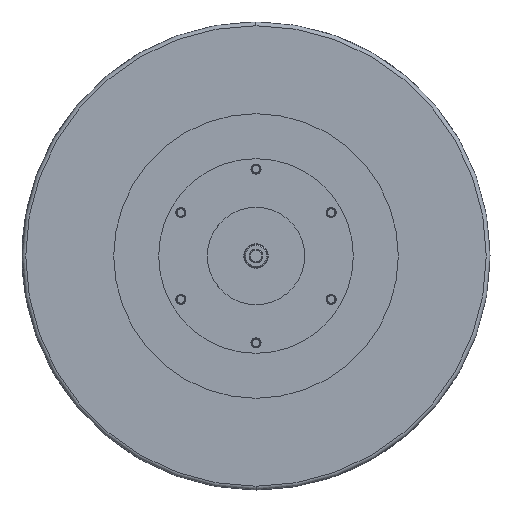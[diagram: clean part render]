
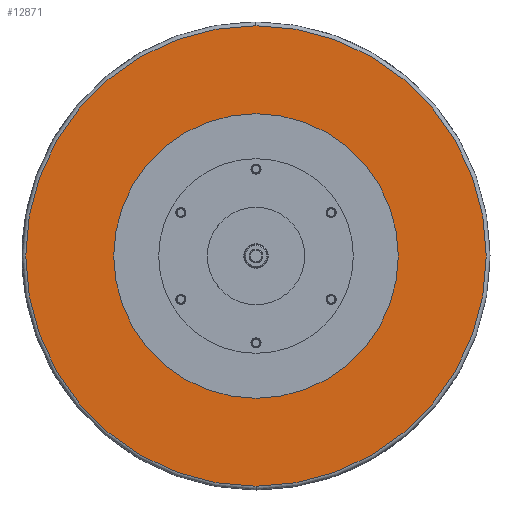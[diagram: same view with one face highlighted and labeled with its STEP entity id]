
A CAD part, left-side view. The second image highlights one B-rep face of the part: STEP entity #12871.
In plain terms, the highlighted planar face has unit normal (-1, 0, 0).
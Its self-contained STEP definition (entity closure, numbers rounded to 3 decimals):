
#846 = DIRECTION ( 'NONE',  ( 1., 0., 0. ) ) ;
#1148 = CIRCLE ( 'NONE', #27942, 615. ) ;
#1635 = ORIENTED_EDGE ( 'NONE', *, *, #22799, .F. ) ;
#1703 = DIRECTION ( 'NONE',  ( 1., 0., 0. ) ) ;
#1721 = CARTESIAN_POINT ( 'NONE',  ( -182., 0., 0. ) ) ;
#2326 = EDGE_CURVE ( 'NONE', #7342, #5850, #18228, .T. ) ;
#2424 = CARTESIAN_POINT ( 'NONE',  ( -182., 0., -380. ) ) ;
#2595 = CARTESIAN_POINT ( 'NONE',  ( -182., 0., 0. ) ) ;
#2979 = CARTESIAN_POINT ( 'NONE',  ( -182., 0., 615. ) ) ;
#4016 = DIRECTION ( 'NONE',  ( 0., 0., -1. ) ) ;
#4877 = DIRECTION ( 'NONE',  ( 0., 0., -1. ) ) ;
#5850 = VERTEX_POINT ( 'NONE', #21910 ) ;
#7342 = VERTEX_POINT ( 'NONE', #2979 ) ;
#8628 = EDGE_LOOP ( 'NONE', ( #11485, #15141 ) ) ;
#8744 = AXIS2_PLACEMENT_3D ( 'NONE', #15330, #1703, #17613 ) ;
#9562 = CARTESIAN_POINT ( 'NONE',  ( -182., 0., 0. ) ) ;
#11485 = ORIENTED_EDGE ( 'NONE', *, *, #28674, .T. ) ;
#11877 = DIRECTION ( 'NONE',  ( 0., 0., 1. ) ) ;
#12871 = ADVANCED_FACE ( 'NONE', ( #15667, #27099 ), #20954, .T. ) ;
#14473 = CARTESIAN_POINT ( 'NONE',  ( -182., 0., 0. ) ) ;
#15141 = ORIENTED_EDGE ( 'NONE', *, *, #23003, .T. ) ;
#15330 = CARTESIAN_POINT ( 'NONE',  ( -182., 0., 0. ) ) ;
#15509 = VERTEX_POINT ( 'NONE', #2424 ) ;
#15667 = FACE_BOUND ( 'NONE', #8628, .T. ) ;
#16098 = AXIS2_PLACEMENT_3D ( 'NONE', #14473, #846, #16758 ) ;
#16280 = ORIENTED_EDGE ( 'NONE', *, *, #2326, .F. ) ;
#16758 = DIRECTION ( 'NONE',  ( 0., 0., -1. ) ) ;
#17613 = DIRECTION ( 'NONE',  ( 0., 0., -1. ) ) ;
#17630 = DIRECTION ( 'NONE',  ( 1., 0., 0. ) ) ;
#18211 = AXIS2_PLACEMENT_3D ( 'NONE', #2595, #18525, #4877 ) ;
#18228 = CIRCLE ( 'NONE', #16098, 615. ) ;
#18525 = DIRECTION ( 'NONE',  ( 1., 0., 0. ) ) ;
#20406 = VERTEX_POINT ( 'NONE', #29164 ) ;
#20954 = PLANE ( 'NONE',  #21217 ) ;
#21217 = AXIS2_PLACEMENT_3D ( 'NONE', #9562, #25538, #11877 ) ;
#21910 = CARTESIAN_POINT ( 'NONE',  ( -182., 0., -615. ) ) ;
#22799 = EDGE_CURVE ( 'NONE', #5850, #7342, #1148, .T. ) ;
#23003 = EDGE_CURVE ( 'NONE', #20406, #15509, #27152, .T. ) ;
#25085 = CIRCLE ( 'NONE', #8744, 380. ) ;
#25538 = DIRECTION ( 'NONE',  ( -1., 0., 0. ) ) ;
#27099 = FACE_OUTER_BOUND ( 'NONE', #28710, .T. ) ;
#27152 = CIRCLE ( 'NONE', #18211, 380. ) ;
#27942 = AXIS2_PLACEMENT_3D ( 'NONE', #1721, #17630, #4016 ) ;
#28674 = EDGE_CURVE ( 'NONE', #15509, #20406, #25085, .T. ) ;
#28710 = EDGE_LOOP ( 'NONE', ( #1635, #16280 ) ) ;
#29164 = CARTESIAN_POINT ( 'NONE',  ( -182., 0., 380. ) ) ;
